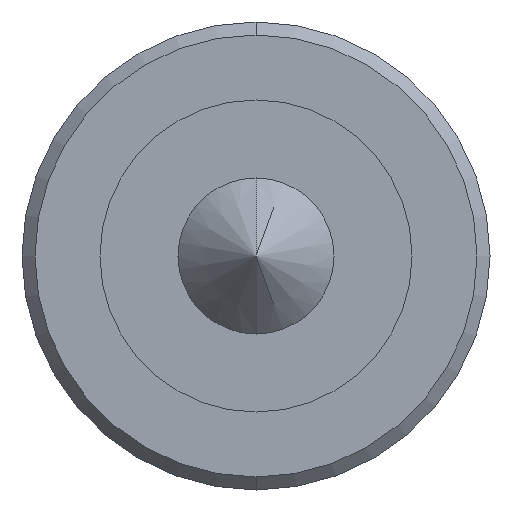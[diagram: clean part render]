
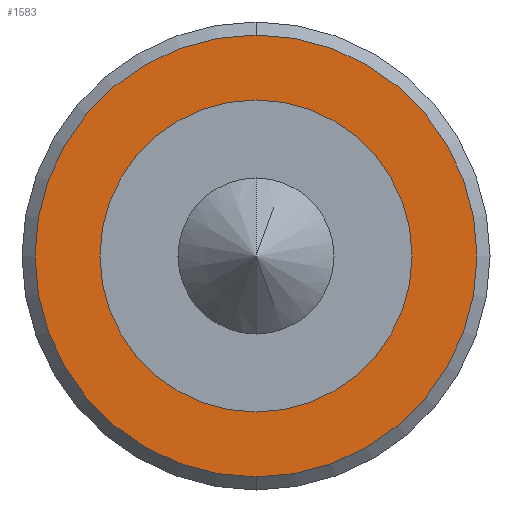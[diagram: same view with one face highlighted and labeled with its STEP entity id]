
A CAD part, front view. The second image highlights one B-rep face of the part: STEP entity #1583.
In plain terms, the highlighted planar face has unit normal (0, -1, 0).
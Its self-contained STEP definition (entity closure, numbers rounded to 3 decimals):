
#14 = VERTEX_POINT ( 'NONE', #1028 ) ;
#41 = EDGE_LOOP ( 'NONE', ( #1119, #955 ) ) ;
#100 = VERTEX_POINT ( 'NONE', #1233 ) ;
#117 = VERTEX_POINT ( 'NONE', #851 ) ;
#118 = EDGE_LOOP ( 'NONE', ( #1175, #1027 ) ) ;
#139 = VERTEX_POINT ( 'NONE', #1137 ) ;
#174 = AXIS2_PLACEMENT_3D ( 'NONE', #510, #511, #512 ) ;
#214 = FACE_BOUND ( 'NONE', #41, .T. ) ;
#220 = AXIS2_PLACEMENT_3D ( 'NONE', #1118, #844, #901 ) ;
#241 = FACE_OUTER_BOUND ( 'NONE', #118, .T. ) ;
#256 = AXIS2_PLACEMENT_3D ( 'NONE', #1275, #1358, #1281 ) ;
#351 = AXIS2_PLACEMENT_3D ( 'NONE', #682, #683, #684 ) ;
#368 = AXIS2_PLACEMENT_3D ( 'NONE', #672, #673, #674 ) ;
#510 = CARTESIAN_POINT ( 'NONE',  ( 0., -10., 0. ) ) ;
#511 = DIRECTION ( 'NONE',  ( 0., 1., 0. ) ) ;
#512 = DIRECTION ( 'NONE',  ( 0., 0., 1. ) ) ;
#672 = CARTESIAN_POINT ( 'NONE',  ( 0., -10., 0. ) ) ;
#673 = DIRECTION ( 'NONE',  ( 0., -1., 0. ) ) ;
#674 = DIRECTION ( 'NONE',  ( 0., 0., -1. ) ) ;
#682 = CARTESIAN_POINT ( 'NONE',  ( 0., -10., 0. ) ) ;
#683 = DIRECTION ( 'NONE',  ( 0., -1., 0. ) ) ;
#684 = DIRECTION ( 'NONE',  ( 0., 0., -1. ) ) ;
#844 = DIRECTION ( 'NONE',  ( 0., -1., 0. ) ) ;
#851 = CARTESIAN_POINT ( 'NONE',  ( 0., -10., -8.5 ) ) ;
#901 = DIRECTION ( 'NONE',  ( 0., 0., -1. ) ) ;
#955 = ORIENTED_EDGE ( 'NONE', *, *, #1611, .T. ) ;
#1027 = ORIENTED_EDGE ( 'NONE', *, *, #1743, .T. ) ;
#1028 = CARTESIAN_POINT ( 'NONE',  ( 0., -10., 6. ) ) ;
#1118 = CARTESIAN_POINT ( 'NONE',  ( -9., -10., 0. ) ) ;
#1119 = ORIENTED_EDGE ( 'NONE', *, *, #1696, .T. ) ;
#1137 = CARTESIAN_POINT ( 'NONE',  ( 0., -10., -6. ) ) ;
#1170 = PLANE ( 'NONE',  #220 ) ;
#1175 = ORIENTED_EDGE ( 'NONE', *, *, #1746, .T. ) ;
#1233 = CARTESIAN_POINT ( 'NONE',  ( 0., -10., 8.5 ) ) ;
#1275 = CARTESIAN_POINT ( 'NONE',  ( 0., -10., 0. ) ) ;
#1281 = DIRECTION ( 'NONE',  ( 0., 0., 1. ) ) ;
#1358 = DIRECTION ( 'NONE',  ( 0., 1., 0. ) ) ;
#1388 = CIRCLE ( 'NONE', #256, 6. ) ;
#1393 = CIRCLE ( 'NONE', #368, 8.5 ) ;
#1421 = CIRCLE ( 'NONE', #351, 8.5 ) ;
#1442 = CIRCLE ( 'NONE', #174, 6. ) ;
#1583 = ADVANCED_FACE ( 'NONE', ( #241, #214 ), #1170, .T. ) ;
#1611 = EDGE_CURVE ( 'NONE', #139, #14, #1388, .T. ) ;
#1696 = EDGE_CURVE ( 'NONE', #14, #139, #1442, .T. ) ;
#1743 = EDGE_CURVE ( 'NONE', #117, #100, #1393, .T. ) ;
#1746 = EDGE_CURVE ( 'NONE', #100, #117, #1421, .T. ) ;
